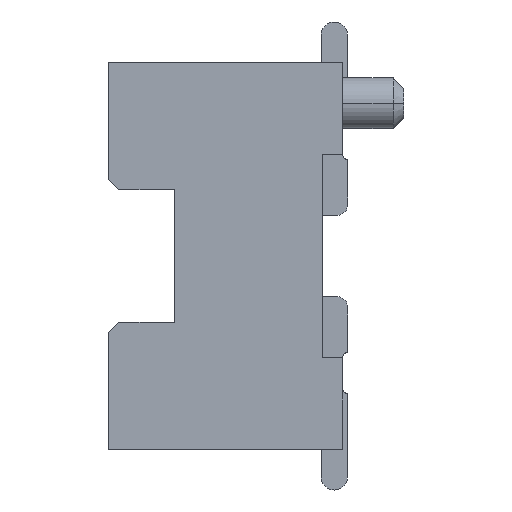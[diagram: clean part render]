
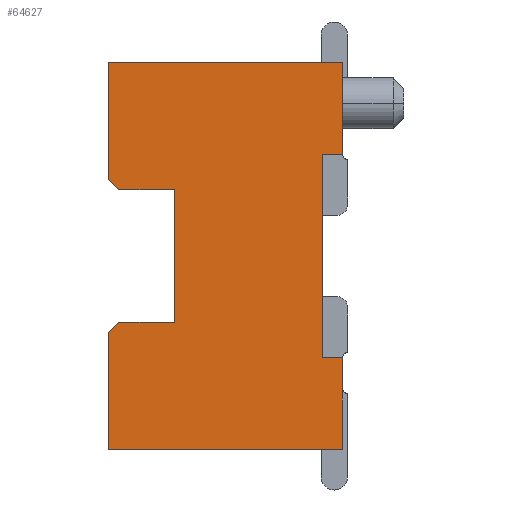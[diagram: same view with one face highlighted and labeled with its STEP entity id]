
A CAD part, left-side view. The second image highlights one B-rep face of the part: STEP entity #64627.
In plain terms, the highlighted planar face has unit normal (-1, 0, 0).
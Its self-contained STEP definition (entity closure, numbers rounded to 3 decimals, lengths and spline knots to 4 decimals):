
#9=DIRECTION('',(0.,0.,1.));
#10=VECTOR('',#9,0.9);
#11=CARTESIAN_POINT('',(-11.1,0.,1.));
#12=LINE('',#11,#10);
#29=DIRECTION('',(0.,0.,1.));
#30=VECTOR('',#29,0.9);
#31=CARTESIAN_POINT('',(-11.1,0.,-1.9));
#32=LINE('',#31,#30);
#97=DIRECTION('',(0.,1.,0.));
#98=VECTOR('',#97,2.3);
#99=CARTESIAN_POINT('',(-11.1,0.,1.9));
#100=LINE('',#99,#98);
#9357=DIRECTION('',(0.,0.,1.));
#9358=VECTOR('',#9357,1.15);
#9359=CARTESIAN_POINT('',(-11.1,2.3,0.75));
#9360=LINE('',#9359,#9358);
#9389=DIRECTION('',(0.,0.,1.));
#9390=VECTOR('',#9389,1.15);
#9391=CARTESIAN_POINT('',(-11.1,2.3,-1.9));
#9392=LINE('',#9391,#9390);
#10669=DIRECTION('',(0.,0.707,-0.707));
#10670=VECTOR('',#10669,0.1414);
#10671=CARTESIAN_POINT('',(-11.1,2.2,-0.65));
#10672=LINE('',#10671,#10670);
#10673=DIRECTION('',(0.,-1.,0.));
#10674=VECTOR('',#10673,0.55);
#10675=CARTESIAN_POINT('',(-11.1,2.2,-0.65));
#10676=LINE('',#10675,#10674);
#10677=DIRECTION('',(0.,0.,-1.));
#10678=VECTOR('',#10677,1.3);
#10679=CARTESIAN_POINT('',(-11.1,1.65,0.65));
#10680=LINE('',#10679,#10678);
#10681=DIRECTION('',(0.,-1.,0.));
#10682=VECTOR('',#10681,0.55);
#10683=CARTESIAN_POINT('',(-11.1,2.2,0.65));
#10684=LINE('',#10683,#10682);
#10685=DIRECTION('',(0.,-0.707,-0.707));
#10686=VECTOR('',#10685,0.1414);
#10687=CARTESIAN_POINT('',(-11.1,2.3,0.75));
#10688=LINE('',#10687,#10686);
#10689=DIRECTION('',(0.,1.,0.));
#10690=VECTOR('',#10689,0.2);
#10691=CARTESIAN_POINT('',(-11.1,0.,1.));
#10692=LINE('',#10691,#10690);
#10693=DIRECTION('',(0.,0.,1.));
#10694=VECTOR('',#10693,2.);
#10695=CARTESIAN_POINT('',(-11.1,0.2,-1.));
#10696=LINE('',#10695,#10694);
#10697=DIRECTION('',(0.,1.,0.));
#10698=VECTOR('',#10697,0.2);
#10699=CARTESIAN_POINT('',(-11.1,0.,-1.));
#10700=LINE('',#10699,#10698);
#10701=DIRECTION('',(0.,1.,0.));
#10702=VECTOR('',#10701,2.3);
#10703=CARTESIAN_POINT('',(-11.1,0.,-1.9));
#10704=LINE('',#10703,#10702);
#43869=CARTESIAN_POINT('',(-11.1,2.3,1.9));
#43871=VERTEX_POINT('',#43869);
#43874=CARTESIAN_POINT('',(-11.1,2.3,-1.9));
#43876=VERTEX_POINT('',#43874);
#43877=CARTESIAN_POINT('',(-11.1,0.,-1.9));
#43878=VERTEX_POINT('',#43877);
#43879=CARTESIAN_POINT('',(-11.1,0.,1.9));
#43880=VERTEX_POINT('',#43879);
#43913=CARTESIAN_POINT('',(-11.1,0.,1.));
#43914=VERTEX_POINT('',#43913);
#43915=CARTESIAN_POINT('',(-11.1,0.,-1.));
#43917=VERTEX_POINT('',#43915);
#43933=CARTESIAN_POINT('',(-11.1,0.2,-1.));
#43934=CARTESIAN_POINT('',(-11.1,0.2,1.));
#43935=VERTEX_POINT('',#43933);
#43936=VERTEX_POINT('',#43934);
#43981=CARTESIAN_POINT('',(-11.1,1.65,0.65));
#43982=CARTESIAN_POINT('',(-11.1,1.65,-0.65));
#43983=VERTEX_POINT('',#43981);
#43984=VERTEX_POINT('',#43982);
#48797=CARTESIAN_POINT('',(-11.1,2.2,-0.65));
#48798=CARTESIAN_POINT('',(-11.1,2.3,-0.75));
#48799=VERTEX_POINT('',#48797);
#48800=VERTEX_POINT('',#48798);
#48857=CARTESIAN_POINT('',(-11.1,2.3,0.75));
#48858=CARTESIAN_POINT('',(-11.1,2.2,0.65));
#48859=VERTEX_POINT('',#48857);
#48860=VERTEX_POINT('',#48858);
#64602=CARTESIAN_POINT('',(-11.1,0.,-1.9));
#64603=DIRECTION('',(-1.,0.,0.));
#64604=DIRECTION('',(0.,0.,1.));
#64605=AXIS2_PLACEMENT_3D('',#64602,#64603,#64604);
#64606=PLANE('',#64605);
#64607=ORIENTED_EDGE('',*,*,#64593,.F.);
#64608=ORIENTED_EDGE('',*,*,#64569,.T.);
#64609=ORIENTED_EDGE('',*,*,#64449,.F.);
#64611=ORIENTED_EDGE('',*,*,#64610,.F.);
#64613=ORIENTED_EDGE('',*,*,#64612,.F.);
#64614=ORIENTED_EDGE('',*,*,#63098,.T.);
#64615=ORIENTED_EDGE('',*,*,#57619,.F.);
#64616=ORIENTED_EDGE('',*,*,#57526,.F.);
#64618=ORIENTED_EDGE('',*,*,#64617,.T.);
#64619=ORIENTED_EDGE('',*,*,#58242,.F.);
#64621=ORIENTED_EDGE('',*,*,#64620,.F.);
#64622=ORIENTED_EDGE('',*,*,#57550,.F.);
#64623=ORIENTED_EDGE('',*,*,#60107,.T.);
#64624=ORIENTED_EDGE('',*,*,#63122,.T.);
#64625=EDGE_LOOP('',(#64607,#64608,#64609,#64611,#64613,#64614,#64615,#64616,
#64618,#64619,#64621,#64622,#64623,#64624));
#64626=FACE_OUTER_BOUND('',#64625,.F.);
#57526=EDGE_CURVE('',#43914,#43880,#12,.T.);
#57550=EDGE_CURVE('',#43878,#43917,#32,.T.);
#57619=EDGE_CURVE('',#43880,#43871,#100,.T.);
#58242=EDGE_CURVE('',#43935,#43936,#10696,.T.);
#60107=EDGE_CURVE('',#43878,#43876,#10704,.T.);
#63098=EDGE_CURVE('',#48859,#43871,#9360,.T.);
#63122=EDGE_CURVE('',#43876,#48800,#9392,.T.);
#64449=EDGE_CURVE('',#43983,#43984,#10680,.T.);
#64569=EDGE_CURVE('',#48799,#43984,#10676,.T.);
#64593=EDGE_CURVE('',#48799,#48800,#10672,.T.);
#64610=EDGE_CURVE('',#48860,#43983,#10684,.T.);
#64612=EDGE_CURVE('',#48859,#48860,#10688,.T.);
#64617=EDGE_CURVE('',#43914,#43936,#10692,.T.);
#64620=EDGE_CURVE('',#43917,#43935,#10700,.T.);
#64627=ADVANCED_FACE('',(#64626),#64606,.T.);
